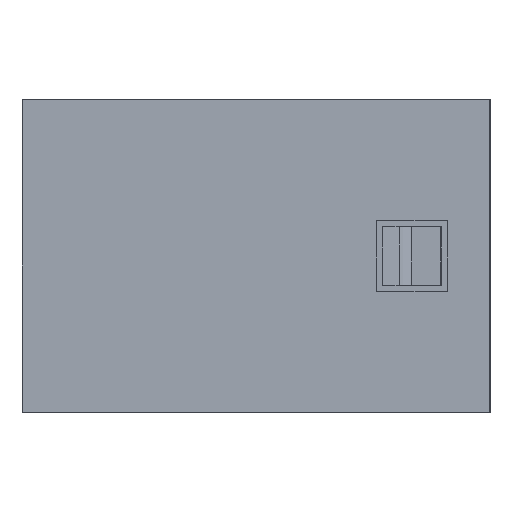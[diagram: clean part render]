
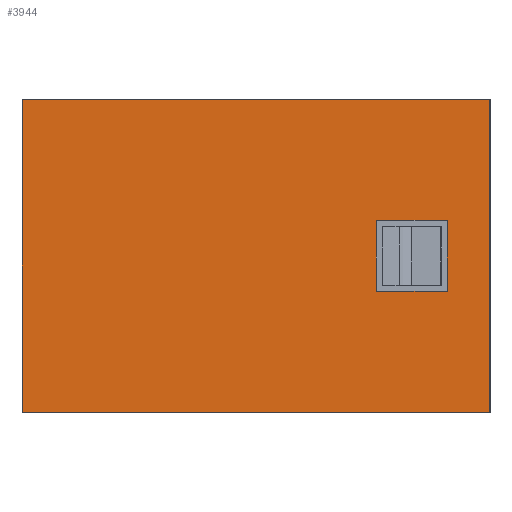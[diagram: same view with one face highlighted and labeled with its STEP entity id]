
A CAD part, top view. The second image highlights one B-rep face of the part: STEP entity #3944.
In plain terms, the highlighted planar face has unit normal (0, 0, 1).
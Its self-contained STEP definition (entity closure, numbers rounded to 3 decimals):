
#1265=DIRECTION('',(0.,-1.,0.));
#1266=VECTOR('',#1265,244.);
#1267=CARTESIAN_POINT('',(-24.8,234.,93.));
#1268=LINE('',#1267,#1266);
#1269=DIRECTION('',(-1.,0.,0.));
#1270=VECTOR('',#1269,364.8);
#1271=CARTESIAN_POINT('',(340.,234.,93.));
#1272=LINE('',#1271,#1270);
#1273=DIRECTION('',(0.,1.,0.));
#1274=VECTOR('',#1273,244.);
#1275=CARTESIAN_POINT('',(340.,-10.,93.));
#1276=LINE('',#1275,#1274);
#1277=DIRECTION('',(1.,0.,0.));
#1278=VECTOR('',#1277,364.8);
#1279=CARTESIAN_POINT('',(-24.8,-10.,93.));
#1280=LINE('',#1279,#1278);
#1281=DIRECTION('',(-1.,0.,0.));
#1282=VECTOR('',#1281,55.38);
#1283=CARTESIAN_POINT('',(307.192,139.69,93.));
#1284=LINE('',#1283,#1282);
#1285=DIRECTION('',(0.,-1.,0.));
#1286=VECTOR('',#1285,55.38);
#1287=CARTESIAN_POINT('',(251.812,139.69,93.));
#1288=LINE('',#1287,#1286);
#1289=DIRECTION('',(1.,0.,0.));
#1290=VECTOR('',#1289,55.38);
#1291=CARTESIAN_POINT('',(251.812,84.31,93.));
#1292=LINE('',#1291,#1290);
#1293=DIRECTION('',(0.,1.,0.));
#1294=VECTOR('',#1293,55.38);
#1295=CARTESIAN_POINT('',(307.192,84.31,93.));
#1296=LINE('',#1295,#1294);
#1567=CARTESIAN_POINT('',(307.192,139.69,93.));
#1568=CARTESIAN_POINT('',(251.812,139.69,93.));
#1569=VERTEX_POINT('',#1567);
#1570=VERTEX_POINT('',#1568);
#1571=CARTESIAN_POINT('',(251.812,84.31,93.));
#1572=VERTEX_POINT('',#1571);
#1573=CARTESIAN_POINT('',(307.192,84.31,93.));
#1574=VERTEX_POINT('',#1573);
#1735=CARTESIAN_POINT('',(-24.8,234.,93.));
#1736=CARTESIAN_POINT('',(-24.8,-10.,93.));
#1737=VERTEX_POINT('',#1735);
#1738=VERTEX_POINT('',#1736);
#1739=CARTESIAN_POINT('',(340.,-10.,93.));
#1740=VERTEX_POINT('',#1739);
#1741=CARTESIAN_POINT('',(340.,234.,93.));
#1742=VERTEX_POINT('',#1741);
#3922=CARTESIAN_POINT('',(0.,0.,93.));
#3923=DIRECTION('',(0.,0.,1.));
#3924=DIRECTION('',(1.,0.,0.));
#3925=AXIS2_PLACEMENT_3D('',#3922,#3923,#3924);
#3926=PLANE('',#3925);
#3927=ORIENTED_EDGE('',*,*,#3866,.F.);
#3929=ORIENTED_EDGE('',*,*,#3928,.F.);
#3930=ORIENTED_EDGE('',*,*,#3915,.F.);
#3931=ORIENTED_EDGE('',*,*,#3903,.F.);
#3932=EDGE_LOOP('',(#3927,#3929,#3930,#3931));
#3933=FACE_OUTER_BOUND('',#3932,.F.);
#3935=ORIENTED_EDGE('',*,*,#3934,.T.);
#3937=ORIENTED_EDGE('',*,*,#3936,.T.);
#3939=ORIENTED_EDGE('',*,*,#3938,.T.);
#3941=ORIENTED_EDGE('',*,*,#3940,.T.);
#3942=EDGE_LOOP('',(#3935,#3937,#3939,#3941));
#3943=FACE_BOUND('',#3942,.F.);
#3944=ADVANCED_FACE('',(#3933,#3943),#3926,.T.);
#3866=EDGE_CURVE('',#1737,#1738,#1268,.T.);
#3903=EDGE_CURVE('',#1738,#1740,#1280,.T.);
#3915=EDGE_CURVE('',#1740,#1742,#1276,.T.);
#3928=EDGE_CURVE('',#1742,#1737,#1272,.T.);
#3934=EDGE_CURVE('',#1569,#1570,#1284,.T.);
#3936=EDGE_CURVE('',#1570,#1572,#1288,.T.);
#3938=EDGE_CURVE('',#1572,#1574,#1292,.T.);
#3940=EDGE_CURVE('',#1574,#1569,#1296,.T.);
